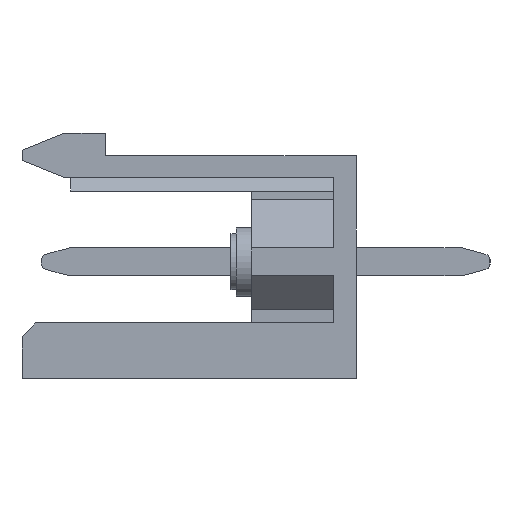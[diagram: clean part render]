
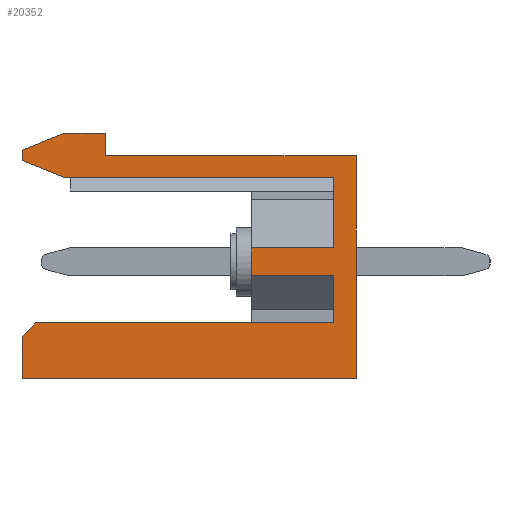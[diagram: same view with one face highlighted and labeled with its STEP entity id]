
A CAD part, left-side view. The second image highlights one B-rep face of the part: STEP entity #20352.
In plain terms, the highlighted planar face has unit normal (-1, 0, 0).
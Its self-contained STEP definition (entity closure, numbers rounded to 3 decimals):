
#202 = DIRECTION ( 'NONE',  ( 0., 0., 1. ) ) ;
#222 = LINE ( 'NONE', #2590, #13801 ) ;
#294 = CARTESIAN_POINT ( 'NONE',  ( 0., 12., 0.2 ) ) ;
#373 = LINE ( 'NONE', #27557, #26544 ) ;
#385 = VERTEX_POINT ( 'NONE', #29915 ) ;
#576 = LINE ( 'NONE', #16419, #7854 ) ;
#958 = VERTEX_POINT ( 'NONE', #31865 ) ;
#1021 = ORIENTED_EDGE ( 'NONE', *, *, #17819, .F. ) ;
#1408 = CARTESIAN_POINT ( 'NONE',  ( 0., 0.8, -4.31 ) ) ;
#1470 = DIRECTION ( 'NONE',  ( 0., 0., -1. ) ) ;
#1742 = LINE ( 'NONE', #31438, #16139 ) ;
#2110 = EDGE_LOOP ( 'NONE', ( #30214, #6724, #8917, #7912, #27378, #13457, #17490, #16213, #30867, #8852, #12490, #1021, #33121, #23730, #29458, #10390, #9191 ) ) ;
#2283 = LINE ( 'NONE', #34679, #22954 ) ;
#2372 = DIRECTION ( 'NONE',  ( 0., -1., 0. ) ) ;
#2558 = VERTEX_POINT ( 'NONE', #22153 ) ;
#2590 = CARTESIAN_POINT ( 'NONE',  ( 0., 0.8, -0.77 ) ) ;
#2602 = DIRECTION ( 'NONE',  ( 0., 0., 1. ) ) ;
#2630 = AXIS2_PLACEMENT_3D ( 'NONE', #28026, #30773, #14630 ) ;
#2638 = CARTESIAN_POINT ( 'NONE',  ( 0., 10.5, -0.77 ) ) ;
#2956 = VECTOR ( 'NONE', #30200, 1000. ) ;
#3161 = CARTESIAN_POINT ( 'NONE',  ( 0., 0.8, -0.77 ) ) ;
#3702 = VERTEX_POINT ( 'NONE', #16081 ) ;
#3719 = VECTOR ( 'NONE', #27678, 1000. ) ;
#4684 = CARTESIAN_POINT ( 'NONE',  ( 0., 0., -8. ) ) ;
#4688 = LINE ( 'NONE', #16077, #33334 ) ;
#4805 = DIRECTION ( 'NONE',  ( 0., 1., 0. ) ) ;
#5236 = CARTESIAN_POINT ( 'NONE',  ( 0., 11.5, -6. ) ) ;
#5408 = VERTEX_POINT ( 'NONE', #30024 ) ;
#5500 = VERTEX_POINT ( 'NONE', #28467 ) ;
#5603 = VERTEX_POINT ( 'NONE', #25750 ) ;
#6077 = DIRECTION ( 'NONE',  ( 0., 0.928, 0.371 ) ) ;
#6709 = VECTOR ( 'NONE', #23083, 1000. ) ;
#6724 = ORIENTED_EDGE ( 'NONE', *, *, #19262, .T. ) ;
#7233 = VERTEX_POINT ( 'NONE', #12042 ) ;
#7854 = VECTOR ( 'NONE', #202, 1000. ) ;
#7912 = ORIENTED_EDGE ( 'NONE', *, *, #21560, .F. ) ;
#8620 = EDGE_CURVE ( 'NONE', #5603, #958, #222, .T. ) ;
#8696 = CARTESIAN_POINT ( 'NONE',  ( 0., 3.75, -4.31 ) ) ;
#8852 = ORIENTED_EDGE ( 'NONE', *, *, #20157, .F. ) ;
#8917 = ORIENTED_EDGE ( 'NONE', *, *, #31776, .F. ) ;
#9191 = ORIENTED_EDGE ( 'NONE', *, *, #30973, .F. ) ;
#9238 = PLANE ( 'NONE',  #2630 ) ;
#9360 = VECTOR ( 'NONE', #16627, 1000. ) ;
#9506 = DIRECTION ( 'NONE',  ( 0., -0.928, 0.371 ) ) ;
#9785 = VERTEX_POINT ( 'NONE', #21370 ) ;
#10226 = EDGE_CURVE ( 'NONE', #16602, #5603, #2283, .T. ) ;
#10390 = ORIENTED_EDGE ( 'NONE', *, *, #31810, .T. ) ;
#11767 = LINE ( 'NONE', #33125, #3719 ) ;
#11914 = LINE ( 'NONE', #25457, #30873 ) ;
#12042 = CARTESIAN_POINT ( 'NONE',  ( 0., 0.8, -6. ) ) ;
#12138 = LINE ( 'NONE', #27446, #25572 ) ;
#12386 = CARTESIAN_POINT ( 'NONE',  ( 0., 3.75, -3.31 ) ) ;
#12490 = ORIENTED_EDGE ( 'NONE', *, *, #23356, .F. ) ;
#12977 = DIRECTION ( 'NONE',  ( 0., -1., 0. ) ) ;
#13457 = ORIENTED_EDGE ( 'NONE', *, *, #25008, .F. ) ;
#13801 = VECTOR ( 'NONE', #15946, 1000. ) ;
#13873 = LINE ( 'NONE', #20365, #6709 ) ;
#14630 = DIRECTION ( 'NONE',  ( 0., 0., -1. ) ) ;
#14903 = LINE ( 'NONE', #12386, #28377 ) ;
#15287 = DIRECTION ( 'NONE',  ( 0., 0.707, -0.707 ) ) ;
#15542 = VERTEX_POINT ( 'NONE', #1408 ) ;
#15765 = VECTOR ( 'NONE', #4805, 1000. ) ;
#15946 = DIRECTION ( 'NONE',  ( 0., 0., 1. ) ) ;
#16077 = CARTESIAN_POINT ( 'NONE',  ( 0., 12., -8. ) ) ;
#16081 = CARTESIAN_POINT ( 'NONE',  ( 0., 9.01, 0. ) ) ;
#16139 = VECTOR ( 'NONE', #15287, 1000. ) ;
#16213 = ORIENTED_EDGE ( 'NONE', *, *, #33716, .F. ) ;
#16419 = CARTESIAN_POINT ( 'NONE',  ( 0., 12., -0.17 ) ) ;
#16602 = VERTEX_POINT ( 'NONE', #19851 ) ;
#16627 = DIRECTION ( 'NONE',  ( 0., 0., 1. ) ) ;
#16747 = DIRECTION ( 'NONE',  ( 0., 0., -1. ) ) ;
#17202 = CARTESIAN_POINT ( 'NONE',  ( 0., 0., 0. ) ) ;
#17490 = ORIENTED_EDGE ( 'NONE', *, *, #33837, .F. ) ;
#17568 = CARTESIAN_POINT ( 'NONE',  ( 0., 12., -6.5 ) ) ;
#17714 = VERTEX_POINT ( 'NONE', #17202 ) ;
#17819 = EDGE_CURVE ( 'NONE', #958, #5408, #24643, .T. ) ;
#17923 = VERTEX_POINT ( 'NONE', #27356 ) ;
#18575 = VERTEX_POINT ( 'NONE', #17568 ) ;
#19262 = EDGE_CURVE ( 'NONE', #20576, #18575, #1742, .T. ) ;
#19851 = CARTESIAN_POINT ( 'NONE',  ( 0., 3.75, -3.31 ) ) ;
#20157 = EDGE_CURVE ( 'NONE', #9785, #20691, #576, .T. ) ;
#20352 = ADVANCED_FACE ( 'NONE', ( #28847 ), #9238, .F. ) ;
#20365 = CARTESIAN_POINT ( 'NONE',  ( 0., 9.01, 0.8 ) ) ;
#20576 = VERTEX_POINT ( 'NONE', #5236 ) ;
#20691 = VERTEX_POINT ( 'NONE', #294 ) ;
#20933 = CARTESIAN_POINT ( 'NONE',  ( 0., 0.8, -6. ) ) ;
#20972 = EDGE_CURVE ( 'NONE', #16602, #2558, #14903, .T. ) ;
#21370 = CARTESIAN_POINT ( 'NONE',  ( 0., 12., -0.17 ) ) ;
#21426 = LINE ( 'NONE', #20933, #27734 ) ;
#21481 = DIRECTION ( 'NONE',  ( 0., 1., 0. ) ) ;
#21560 = EDGE_CURVE ( 'NONE', #17923, #27282, #30080, .T. ) ;
#22153 = CARTESIAN_POINT ( 'NONE',  ( 0., 3.75, -4.31 ) ) ;
#22954 = VECTOR ( 'NONE', #2372, 1000. ) ;
#23083 = DIRECTION ( 'NONE',  ( 0., 0., -1. ) ) ;
#23356 = EDGE_CURVE ( 'NONE', #5408, #9785, #373, .T. ) ;
#23730 = ORIENTED_EDGE ( 'NONE', *, *, #10226, .F. ) ;
#23806 = VECTOR ( 'NONE', #21481, 1000. ) ;
#24643 = LINE ( 'NONE', #2638, #23806 ) ;
#25008 = EDGE_CURVE ( 'NONE', #3702, #17714, #12138, .T. ) ;
#25457 = CARTESIAN_POINT ( 'NONE',  ( 0., 10.5, 0.8 ) ) ;
#25572 = VECTOR ( 'NONE', #30191, 1000. ) ;
#25750 = CARTESIAN_POINT ( 'NONE',  ( 0., 0.8, -3.31 ) ) ;
#26153 = EDGE_CURVE ( 'NONE', #20576, #7233, #21426, .T. ) ;
#26544 = VECTOR ( 'NONE', #6077, 1000. ) ;
#26628 = CARTESIAN_POINT ( 'NONE',  ( 0., 12., -8. ) ) ;
#27282 = VERTEX_POINT ( 'NONE', #26628 ) ;
#27356 = CARTESIAN_POINT ( 'NONE',  ( 0., 0., -8. ) ) ;
#27378 = ORIENTED_EDGE ( 'NONE', *, *, #29052, .F. ) ;
#27446 = CARTESIAN_POINT ( 'NONE',  ( 0., 9.01, 0. ) ) ;
#27557 = CARTESIAN_POINT ( 'NONE',  ( 0., 12., -0.17 ) ) ;
#27678 = DIRECTION ( 'NONE',  ( 0., -1., 0. ) ) ;
#27734 = VECTOR ( 'NONE', #12977, 1000. ) ;
#28026 = CARTESIAN_POINT ( 'NONE',  ( 0., 0., 0. ) ) ;
#28377 = VECTOR ( 'NONE', #1470, 1000. ) ;
#28467 = CARTESIAN_POINT ( 'NONE',  ( 0., 9.01, 0.8 ) ) ;
#28847 = FACE_OUTER_BOUND ( 'NONE', #2110, .T. ) ;
#29052 = EDGE_CURVE ( 'NONE', #17714, #17923, #32618, .T. ) ;
#29458 = ORIENTED_EDGE ( 'NONE', *, *, #20972, .T. ) ;
#29915 = CARTESIAN_POINT ( 'NONE',  ( 0., 10.5, 0.8 ) ) ;
#30024 = CARTESIAN_POINT ( 'NONE',  ( 0., 10.5, -0.77 ) ) ;
#30059 = VECTOR ( 'NONE', #16747, 1000. ) ;
#30080 = LINE ( 'NONE', #4684, #15765 ) ;
#30191 = DIRECTION ( 'NONE',  ( 0., -1., 0. ) ) ;
#30200 = DIRECTION ( 'NONE',  ( 0., -1., 0. ) ) ;
#30214 = ORIENTED_EDGE ( 'NONE', *, *, #26153, .F. ) ;
#30556 = EDGE_CURVE ( 'NONE', #20691, #385, #11914, .T. ) ;
#30773 = DIRECTION ( 'NONE',  ( 1., 0., 0. ) ) ;
#30841 = LINE ( 'NONE', #3161, #9360 ) ;
#30867 = ORIENTED_EDGE ( 'NONE', *, *, #30556, .F. ) ;
#30873 = VECTOR ( 'NONE', #9506, 1000. ) ;
#30973 = EDGE_CURVE ( 'NONE', #7233, #15542, #30841, .T. ) ;
#31438 = CARTESIAN_POINT ( 'NONE',  ( 0., 11.5, -6. ) ) ;
#31656 = LINE ( 'NONE', #8696, #2956 ) ;
#31776 = EDGE_CURVE ( 'NONE', #27282, #18575, #4688, .T. ) ;
#31810 = EDGE_CURVE ( 'NONE', #2558, #15542, #31656, .T. ) ;
#31865 = CARTESIAN_POINT ( 'NONE',  ( 0., 0.8, -0.77 ) ) ;
#32618 = LINE ( 'NONE', #32894, #30059 ) ;
#32894 = CARTESIAN_POINT ( 'NONE',  ( 0., 0., 0. ) ) ;
#33121 = ORIENTED_EDGE ( 'NONE', *, *, #8620, .F. ) ;
#33125 = CARTESIAN_POINT ( 'NONE',  ( 0., 10.5, 0.8 ) ) ;
#33334 = VECTOR ( 'NONE', #2602, 1000. ) ;
#33716 = EDGE_CURVE ( 'NONE', #385, #5500, #11767, .T. ) ;
#33837 = EDGE_CURVE ( 'NONE', #5500, #3702, #13873, .T. ) ;
#34679 = CARTESIAN_POINT ( 'NONE',  ( 0., 3.75, -3.31 ) ) ;
